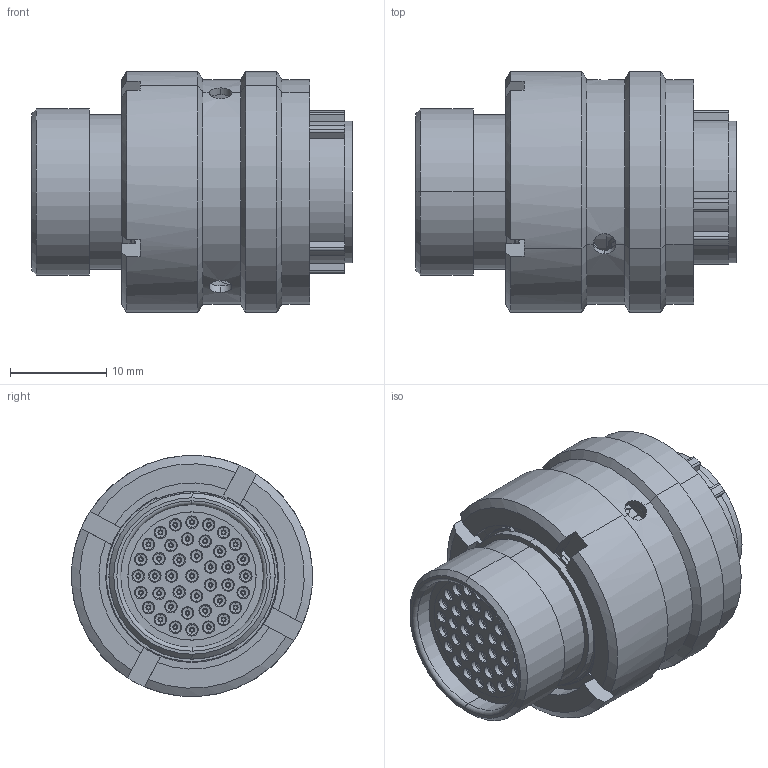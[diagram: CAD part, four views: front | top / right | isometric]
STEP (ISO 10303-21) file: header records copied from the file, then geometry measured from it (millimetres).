
FILE_DESCRIPTION (( 'STEP AP214' ), '1' );
FILE_NAME ('ASDD612-41PN.STEP', '2013-06-13T15:14:02', ( 'TE Connectivity' ), ( 'TE Connectivity' ), 'SwSTEP 2.0', 'SolidWorks 2011', '' );
FILE_SCHEMA (( 'AUTOMOTIVE_DESIGN' ));
Length unit declared in the file: inch
Products named in the file (1): ASDD612-41PN
Bounding box: 33.37 x 25.08 x 25.08 mm (x, y, z)
Volume: 7269.8 mm3; surface area: 10828.9 mm2
Topology: 49 solids, 49 shells, 2282 faces, 5288 edges, 3155 vertices
Faces by surface type: cylinder 759, torus 584, plane 504, cone 340, sphere 86, bspline 9
Entity records: 99419 total; most frequent: CARTESIAN_POINT 17842, DIRECTION 11580, ORIENTED_EDGE 10228, EDGE_CURVE 5114, AXIS2_PLACEMENT_3D 5110, VERTEX_POINT 3067, CIRCLE 2836, EDGE_LOOP 2597
